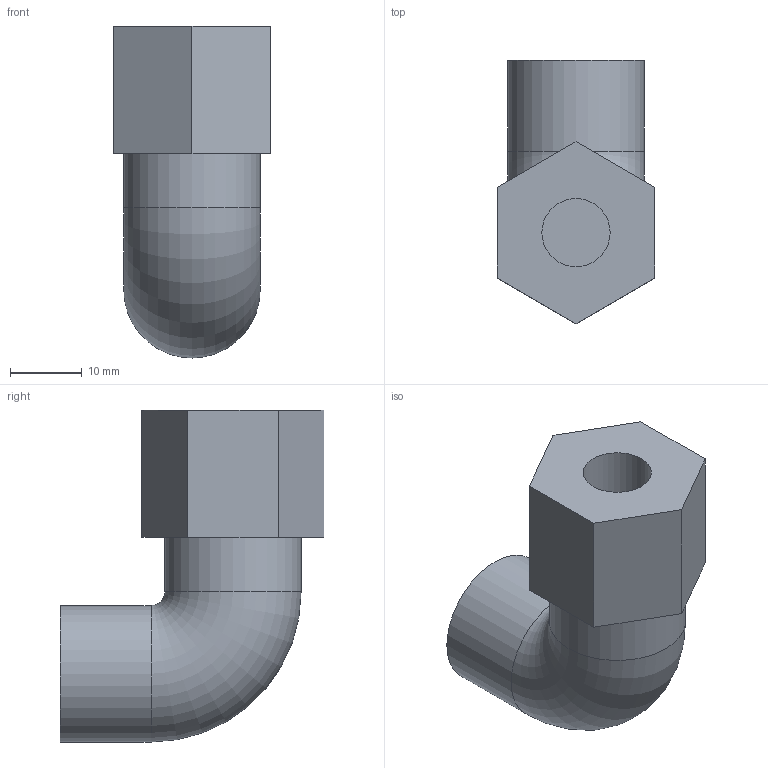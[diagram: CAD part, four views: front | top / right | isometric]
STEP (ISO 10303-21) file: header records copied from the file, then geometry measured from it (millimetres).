
FILE_DESCRIPTION(/* description */ (''),/* implementation_level */ '2;1');
FILE_NAME(/* name */ '0.25_MIP_to_CompressionElbow.step',/* time_stamp */ '2021-05-01T16:29:45+06:00',/* author */ (''),/* organization */ (''),/* preprocessor_version */ 'ST-DEVELOPER v18.1',/* originating_system */ 'Autodesk Translation Framework v9.7.1.1290',/* authorisation */ '');
FILE_SCHEMA (('AUTOMOTIVE_DESIGN { 1 0 10303 214 3 1 1 }'));
Length unit declared in the file: inch
Products named in the file (1): 1/2MIPto3/8CompressionElbow
Bounding box: 22 x 36.83 x 46.35 mm (x, y, z)
Volume: 18540.5 mm3; surface area: 5747.1 mm2
Topology: 2 solids, 2 shells, 14 faces, 30 edges, 20 vertices
Faces by surface type: plane 10, cylinder 3, torus 1
Full cylindrical faces by diameter (mm): 9.525 x1, 19.05 x2
Entity records: 428 total; most frequent: DIRECTION 69, CARTESIAN_POINT 65, ORIENTED_EDGE 60, EDGE_CURVE 30, AXIS2_PLACEMENT_3D 24, LINE 21, VECTOR 21, VERTEX_POINT 20
